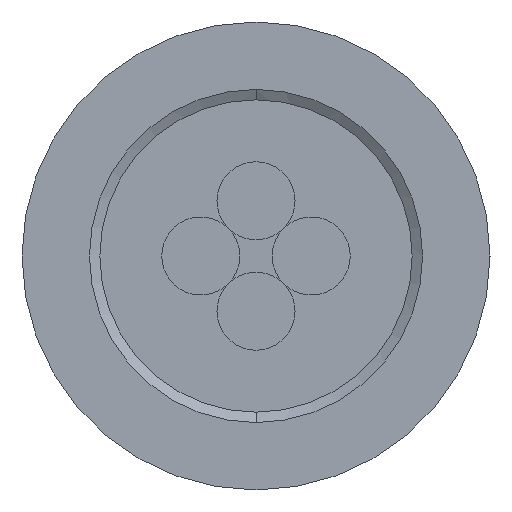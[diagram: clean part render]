
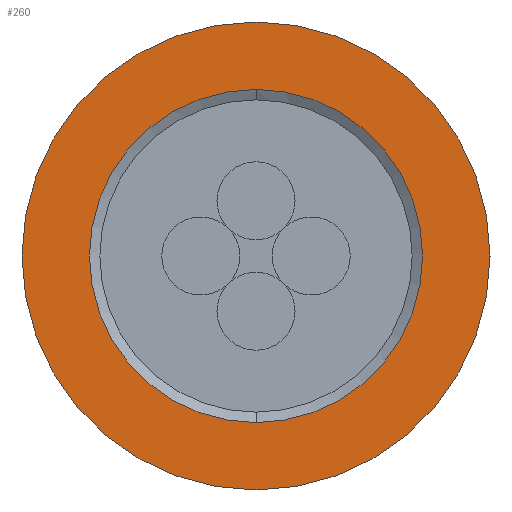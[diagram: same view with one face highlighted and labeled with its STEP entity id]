
A CAD part, left-side view. The second image highlights one B-rep face of the part: STEP entity #260.
In plain terms, the highlighted planar face has unit normal (-1, 0, 0).
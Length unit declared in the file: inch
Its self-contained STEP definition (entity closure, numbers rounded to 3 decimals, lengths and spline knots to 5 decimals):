
#1=CARTESIAN_POINT('',(0.,0.,0.));
#2=DIRECTION('',(1.,0.,0.));
#3=DIRECTION('',(0.,0.,-1.));
#4=AXIS2_PLACEMENT_3D('',#1,#2,#3);
#14=CARTESIAN_POINT('',(0.,0.,0.));
#15=DIRECTION('',(-1.,0.,0.));
#16=DIRECTION('',(0.,0.,-1.));
#17=AXIS2_PLACEMENT_3D('',#14,#15,#16);
#83=CARTESIAN_POINT('',(0.,0.,0.));
#84=DIRECTION('',(-1.,0.,0.));
#85=DIRECTION('',(0.,0.,-1.));
#86=AXIS2_PLACEMENT_3D('',#83,#84,#85);
#88=CARTESIAN_POINT('',(0.,0.,0.));
#89=DIRECTION('',(1.,0.,0.));
#90=DIRECTION('',(0.,0.,-1.));
#91=AXIS2_PLACEMENT_3D('',#88,#89,#90);
#93=CARTESIAN_POINT('',(0.,0.,-0.021));
#95=VERTEX_POINT('',#93);
#102=CARTESIAN_POINT('',(0.,0.,-0.0295));
#104=VERTEX_POINT('',#102);
#105=CARTESIAN_POINT('',(0.,0.,0.021));
#107=VERTEX_POINT('',#105);
#114=CARTESIAN_POINT('',(0.,0.,0.0295));
#116=VERTEX_POINT('',#114);
#247=CARTESIAN_POINT('',(0.,0.,0.));
#248=DIRECTION('',(1.,0.,0.));
#249=DIRECTION('',(0.,0.,1.));
#250=AXIS2_PLACEMENT_3D('',#247,#248,#249);
#251=PLANE('',#250);
#252=ORIENTED_EDGE('',*,*,#240,.F.);
#253=ORIENTED_EDGE('',*,*,#229,.T.);
#254=EDGE_LOOP('',(#252,#253));
#255=FACE_OUTER_BOUND('',#254,.F.);
#256=ORIENTED_EDGE('',*,*,#124,.F.);
#257=ORIENTED_EDGE('',*,*,#142,.T.);
#258=EDGE_LOOP('',(#256,#257));
#259=FACE_BOUND('',#258,.F.);
#260=ADVANCED_FACE('',(#255,#259),#251,.F.);
#5=CIRCLE('',#4,0.021);
#18=CIRCLE('',#17,0.021);
#87=CIRCLE('',#86,0.0295);
#92=CIRCLE('',#91,0.0295);
#124=EDGE_CURVE('',#95,#107,#5,.T.);
#142=EDGE_CURVE('',#95,#107,#18,.T.);
#229=EDGE_CURVE('',#104,#116,#92,.T.);
#240=EDGE_CURVE('',#104,#116,#87,.T.);
